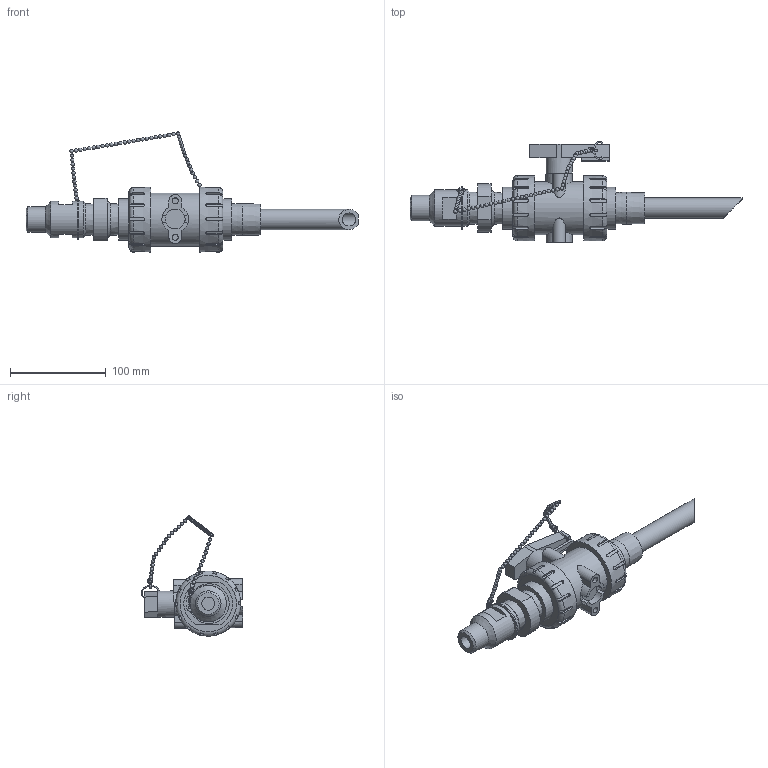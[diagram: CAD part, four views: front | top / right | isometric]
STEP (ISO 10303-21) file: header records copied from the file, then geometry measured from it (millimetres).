
FILE_DESCRIPTION(/* description */ (''),/* implementation_level */ '2;1');
FILE_NAME(/* name */ 'CS-75A10A-4IA-BBBV_R0.stp',/* time_stamp */ '2024-11-07T09:12:23-05:00',/* author */ ('SalesDesk5'),/* organization */ (''),/* preprocessor_version */ 'ST-DEVELOPER v20',/* originating_system */ 'Autodesk Inventor 2025',/* authorisation */ '');
FILE_SCHEMA (('CONFIG_CONTROL_DESIGN'));
Length unit declared in the file: inch
Products named in the file (1): Part2
Bounding box: 346.53 x 106.04 x 125.47 mm (x, y, z)
Volume: 481647.9 mm3; surface area: 112940.8 mm2
Topology: 19 solids, 19 shells, 420 faces, 1098 edges, 725 vertices
Faces by surface type: plane 205, cylinder 136, sphere 63, cone 11, torus 5
Full cylindrical faces by diameter (mm): 0.9 x54, 2.5 x2, 3.302 x1, 3.8 x2, 4 x2, 6.5 x4, 13.716 x1, 13.868 x1, 20.774 x1, 21.336 x1, 22.225 x1, 24.308 x1, 25.095 x1, 26.67 x1, 27.501 x1, 28.651 x1, 33.169 x1, 33.401 x2, 33.782 x1, 38.1 x2, 43.5 x2, 55.301 x1, 67.899 x2
Entity records: 14815 total; most frequent: CARTESIAN_POINT 3739, DIRECTION 2311, ORIENTED_EDGE 2178, EDGE_CURVE 1089, AXIS2_PLACEMENT_3D 927, VERTEX_POINT 725, CIRCLE 503, EDGE_LOOP 464
